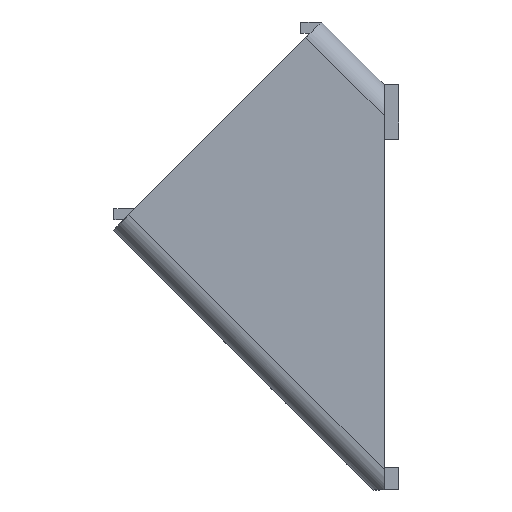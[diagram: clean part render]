
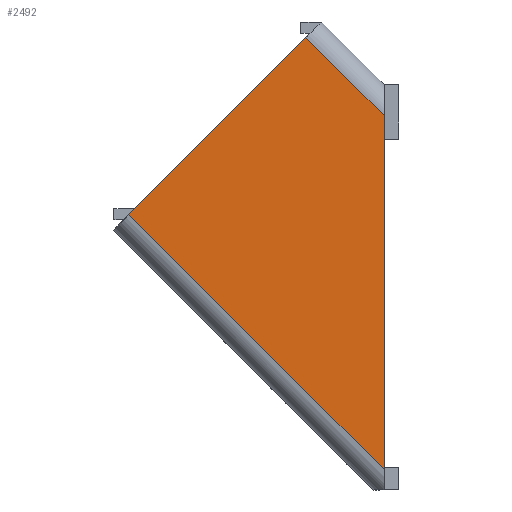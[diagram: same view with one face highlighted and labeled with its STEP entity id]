
A CAD part, left-side view. The second image highlights one B-rep face of the part: STEP entity #2492.
In plain terms, the highlighted planar face has unit normal (-1, 0, 0).
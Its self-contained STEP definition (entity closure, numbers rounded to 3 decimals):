
#354 = CARTESIAN_POINT ( 'NONE',  ( -20., 26.159, -26.159 ) ) ;
#396 = VERTEX_POINT ( 'NONE', #2567 ) ;
#439 = VECTOR ( 'NONE', #1722, 1000. ) ;
#470 = ORIENTED_EDGE ( 'NONE', *, *, #1453, .F. ) ;
#616 = DIRECTION ( 'NONE',  ( 0., 0., -1. ) ) ;
#623 = CARTESIAN_POINT ( 'NONE',  ( -20., 10.611, 6.369 ) ) ;
#742 = VECTOR ( 'NONE', #2175, 1000. ) ;
#750 = VERTEX_POINT ( 'NONE', #2159 ) ;
#758 = EDGE_CURVE ( 'NONE', #396, #2072, #1012, .T. ) ;
#843 = PLANE ( 'NONE',  #2624 ) ;
#859 = ORIENTED_EDGE ( 'NONE', *, *, #1467, .T. ) ;
#1012 = LINE ( 'NONE', #1932, #439 ) ;
#1145 = VERTEX_POINT ( 'NONE', #1515 ) ;
#1174 = VECTOR ( 'NONE', #2414, 1000. ) ;
#1183 = LINE ( 'NONE', #2111, #2282 ) ;
#1453 = EDGE_CURVE ( 'NONE', #1145, #750, #2002, .T. ) ;
#1467 = EDGE_CURVE ( 'NONE', #396, #750, #2882, .T. ) ;
#1484 = ORIENTED_EDGE ( 'NONE', *, *, #758, .F. ) ;
#1512 = FACE_OUTER_BOUND ( 'NONE', #2928, .T. ) ;
#1515 = CARTESIAN_POINT ( 'NONE',  ( -20., 0., -4.243 ) ) ;
#1722 = DIRECTION ( 'NONE',  ( 0., -0.707, 0.707 ) ) ;
#1758 = DIRECTION ( 'NONE',  ( 1., 0., 0. ) ) ;
#1932 = CARTESIAN_POINT ( 'NONE',  ( -20., 36.77, -19.79 ) ) ;
#1986 = CARTESIAN_POINT ( 'NONE',  ( -20., 0., 0. ) ) ;
#2002 = LINE ( 'NONE', #1986, #1174 ) ;
#2072 = VERTEX_POINT ( 'NONE', #623 ) ;
#2111 = CARTESIAN_POINT ( 'NONE',  ( -20., 2.121, -2.121 ) ) ;
#2159 = CARTESIAN_POINT ( 'NONE',  ( -20., 0., -52.317 ) ) ;
#2175 = DIRECTION ( 'NONE',  ( 0., -0.707, -0.707 ) ) ;
#2182 = EDGE_CURVE ( 'NONE', #1145, #2072, #1183, .T. ) ;
#2282 = VECTOR ( 'NONE', #2560, 1000. ) ;
#2414 = DIRECTION ( 'NONE',  ( 0., 0., -1. ) ) ;
#2492 = ADVANCED_FACE ( 'NONE', ( #1512 ), #843, .F. ) ;
#2560 = DIRECTION ( 'NONE',  ( 0., 0.707, 0.707 ) ) ;
#2567 = CARTESIAN_POINT ( 'NONE',  ( -20., 34.649, -17.669 ) ) ;
#2624 = AXIS2_PLACEMENT_3D ( 'NONE', #2886, #1758, #616 ) ;
#2757 = ORIENTED_EDGE ( 'NONE', *, *, #2182, .T. ) ;
#2882 = LINE ( 'NONE', #354, #742 ) ;
#2886 = CARTESIAN_POINT ( 'NONE',  ( -20., 0., 0. ) ) ;
#2928 = EDGE_LOOP ( 'NONE', ( #470, #2757, #1484, #859 ) ) ;
